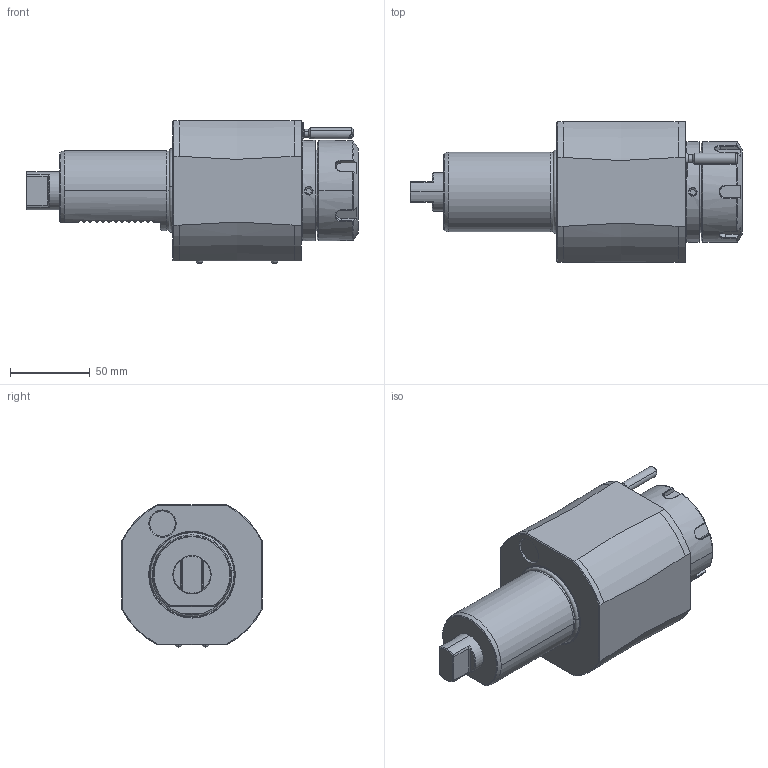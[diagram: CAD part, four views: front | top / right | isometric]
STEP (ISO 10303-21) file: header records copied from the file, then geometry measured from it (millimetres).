
FILE_DESCRIPTION((''),'2;1');
FILE_NAME('NGT1_50_121_40_1','2019-12-12T',('vali'),('NOVA GRUP'),'PRO/ENGINEER BY PARAMETRIC TECHNOLOGY CORPORATION, 2010280','PRO/ENGINEER BY PARAMETRIC TECHNOLOGY CORPORATION, 2010280','');
FILE_SCHEMA(('CONFIG_CONTROL_DESIGN'));
Length unit declared in the file: millimetre
Products named in the file (1): NGT1_50_121_40_1
Bounding box: 208.1 x 88 x 89.6 mm (x, y, z)
Volume: 794238.7 mm3; surface area: 64778.7 mm2
Topology: 1 solids, 1 shells, 263 faces, 681 edges, 432 vertices
Faces by surface type: plane 110, cylinder 63, cone 39, bspline 26, torus 19, sphere 6
Entity records: 12018 total; most frequent: CARTESIAN_POINT 6000, ORIENTED_EDGE 1354, DIRECTION 1075, EDGE_CURVE 677, VERTEX_POINT 432, AXIS2_PLACEMENT_3D 402, EDGE_LOOP 279, VECTOR 271
